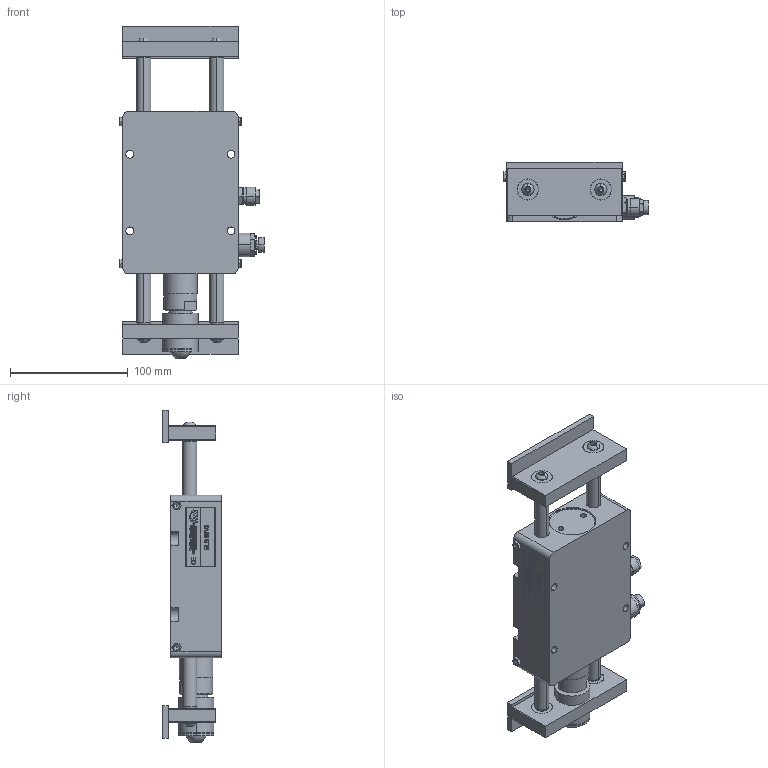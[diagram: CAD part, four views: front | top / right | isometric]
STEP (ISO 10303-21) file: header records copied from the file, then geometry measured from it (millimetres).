
FILE_DESCRIPTION (( 'STEP AP214' ), '1' );
FILE_NAME ('NLD 25 V3 Antrieb #09102230.STEP', '2016-01-21T15:40:09', ( 'Netter' ), ( 'Microsoft' ), 'SwSTEP 2.0', 'SolidWorks 2015', '' );
FILE_SCHEMA (( 'AUTOMOTIVE_DESIGN' ));
Length unit declared in the file: millimetre
Products named in the file (1): NLD 25 V3 Antrieb #09102230
Bounding box: 122.7 x 50 x 282 mm (x, y, z)
Volume: 730497.6 mm3; surface area: 182614.2 mm2
Topology: 47 solids, 47 shells, 1256 faces, 3920 edges, 2943 vertices
Faces by surface type: plane 565, cylinder 397, cone 166, torus 58, sphere 58, bspline 12
Entity records: 55554 total; most frequent: CARTESIAN_POINT 18466, ORIENTED_EDGE 7668, DIRECTION 6599, EDGE_CURVE 3834, VERTEX_POINT 2927, AXIS2_PLACEMENT_3D 2371, VECTOR 1857, LINE 1857
